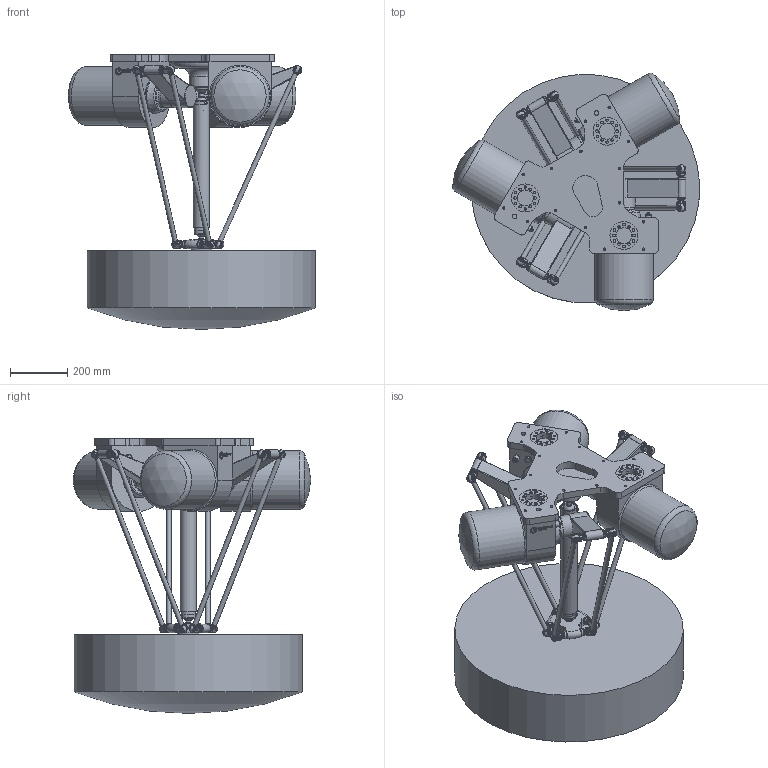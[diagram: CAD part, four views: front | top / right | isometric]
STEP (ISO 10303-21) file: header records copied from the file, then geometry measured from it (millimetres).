
FILE_DESCRIPTION(/* description */ (''),/* implementation_level */ '2;1');
FILE_NAME(/* name */ '3D-model_A_00003-Ti.stp',/* time_stamp */ '2022-05-16T15:47:31+02:00',/* author */ ('michael.schutter'),/* organization */ ('Majatronic'),/* preprocessor_version */ 'ST-DEVELOPER v16.5',/* originating_system */ 'Autodesk Inventor 2017',/* authorisation */ '');
FILE_SCHEMA (('AUTOMOTIVE_DESIGN { 1 0 10303 214 3 1 1 }'));
Length unit declared in the file: millimetre
Products named in the file (9): MT_BGR00021310MT_BGR; MT_WST00067235MT_WST; MT_WST00065370MT_WST; MT_WST00059663MT_WST; MT_WST00064709MT_WST; MT_WST00047041MT_WST; MT_WST00047042MT_WST; MT_WST00067236MT_WST; MT_WST00064931MT_WST
Assembly tree (20 placements, depth 2):
  MT_BGR00021310MT_BGR
    MT_WST00067235MT_WST
    MT_WST00065370MT_WST  x3
    MT_WST00064709MT_WST  x6
    MT_WST00059663MT_WST  x6
    MT_WST00047041MT_WST
    MT_WST00047042MT_WST
    MT_WST00067236MT_WST
    MT_WST00064931MT_WST
Bounding box: 864.74 x 831.16 x 962 mm (x, y, z)
Volume: 164162829.9 mm3; surface area: 3655512.6 mm2
Topology: 20 solids, 44 shells, 2197 faces, 5182 edges, 3329 vertices
Faces by surface type: plane 832, cylinder 686, torus 302, bspline 252, cone 105, sphere 20
Full cylindrical faces by diameter (mm): 4.917 x4, 5 x6, 6 x13, 8 x24, 8.376 x33, 9 x18, 10 x19, 11 x12, 13 x20, 16 x32, 17 x8, 20 x6, 22 x36, 24 x4, 25 x1, 26 x6, 27 x6, 28 x6, 45 x1, 46 x2, 50 x1, 51.3 x2, 56 x3, 57 x1, 75 x6, 76 x1, 79 x6, 85 x1, 98 x3, 125 x3
Entity records: 46546 total; most frequent: CARTESIAN_POINT 15387, DIRECTION 6475, ORIENTED_EDGE 5720, EDGE_CURVE 2860, AXIS2_PLACEMENT_3D 2513, VERTEX_POINT 2052, EDGE_LOOP 1948, LINE 1449
